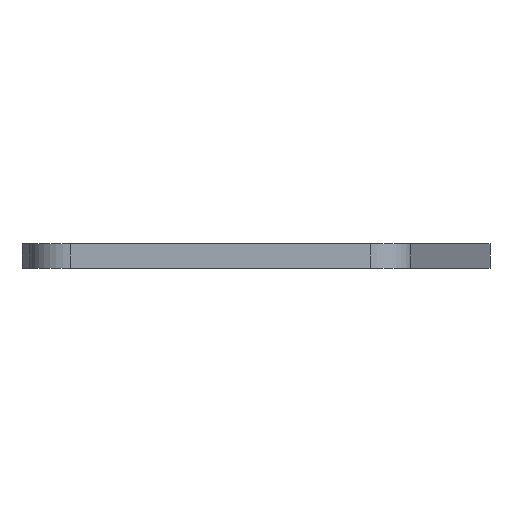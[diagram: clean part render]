
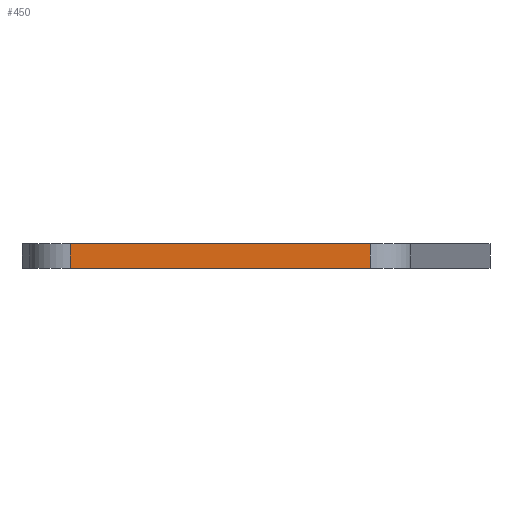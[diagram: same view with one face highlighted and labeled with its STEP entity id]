
A CAD part, left-side view. The second image highlights one B-rep face of the part: STEP entity #450.
In plain terms, the highlighted planar face has unit normal (-1, 0, 0).
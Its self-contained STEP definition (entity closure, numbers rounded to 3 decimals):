
#26 = EDGE_CURVE ( 'NONE', #1360, #2044, #930, .T. ) ;
#38 = CARTESIAN_POINT ( 'NONE',  ( -60., -20.851, 0. ) ) ;
#42 = VECTOR ( 'NONE', #487, 1000. ) ;
#155 = CARTESIAN_POINT ( 'NONE',  ( -60., 15.196, -3. ) ) ;
#251 = VECTOR ( 'NONE', #785, 1000. ) ;
#256 = AXIS2_PLACEMENT_3D ( 'NONE', #1888, #762, #1270 ) ;
#279 = EDGE_CURVE ( 'NONE', #401, #1093, #1998, .T. ) ;
#401 = VERTEX_POINT ( 'NONE', #1558 ) ;
#419 = VECTOR ( 'NONE', #1783, 1000. ) ;
#450 = ADVANCED_FACE ( 'NONE', ( #539 ), #1213, .T. ) ;
#487 = DIRECTION ( 'NONE',  ( 0., 0., -1. ) ) ;
#539 = FACE_OUTER_BOUND ( 'NONE', #2017, .T. ) ;
#635 = ORIENTED_EDGE ( 'NONE', *, *, #279, .F. ) ;
#762 = DIRECTION ( 'NONE',  ( -1., 0., 0. ) ) ;
#785 = DIRECTION ( 'NONE',  ( 0., 0., 1. ) ) ;
#846 = ORIENTED_EDGE ( 'NONE', *, *, #26, .T. ) ;
#930 = LINE ( 'NONE', #1931, #419 ) ;
#978 = ORIENTED_EDGE ( 'NONE', *, *, #1249, .T. ) ;
#1093 = VERTEX_POINT ( 'NONE', #38 ) ;
#1134 = DIRECTION ( 'NONE',  ( 0., -1., 0. ) ) ;
#1213 = PLANE ( 'NONE',  #256 ) ;
#1249 = EDGE_CURVE ( 'NONE', #2044, #1093, #1262, .T. ) ;
#1262 = LINE ( 'NONE', #1620, #251 ) ;
#1270 = DIRECTION ( 'NONE',  ( 0., -1., 0. ) ) ;
#1360 = VERTEX_POINT ( 'NONE', #1860 ) ;
#1558 = CARTESIAN_POINT ( 'NONE',  ( -60., 15.196, 0. ) ) ;
#1620 = CARTESIAN_POINT ( 'NONE',  ( -60., -20.851, -3. ) ) ;
#1658 = ORIENTED_EDGE ( 'NONE', *, *, #2102, .T. ) ;
#1709 = VECTOR ( 'NONE', #1134, 1000. ) ;
#1783 = DIRECTION ( 'NONE',  ( 0., -1., 0. ) ) ;
#1828 = CARTESIAN_POINT ( 'NONE',  ( -60., -20.851, -3. ) ) ;
#1860 = CARTESIAN_POINT ( 'NONE',  ( -60., 15.196, -3. ) ) ;
#1888 = CARTESIAN_POINT ( 'NONE',  ( -60., 19.237, -3. ) ) ;
#1931 = CARTESIAN_POINT ( 'NONE',  ( -60., 19.237, -3. ) ) ;
#1998 = LINE ( 'NONE', #2136, #1709 ) ;
#2002 = LINE ( 'NONE', #155, #42 ) ;
#2017 = EDGE_LOOP ( 'NONE', ( #635, #1658, #846, #978 ) ) ;
#2044 = VERTEX_POINT ( 'NONE', #1828 ) ;
#2102 = EDGE_CURVE ( 'NONE', #401, #1360, #2002, .T. ) ;
#2136 = CARTESIAN_POINT ( 'NONE',  ( -60., 19.237, 0. ) ) ;
